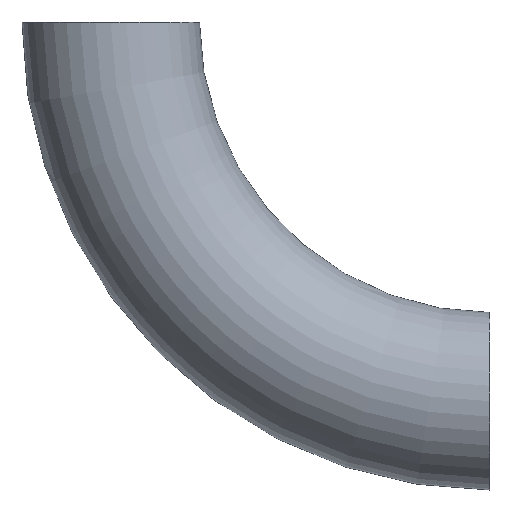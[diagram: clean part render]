
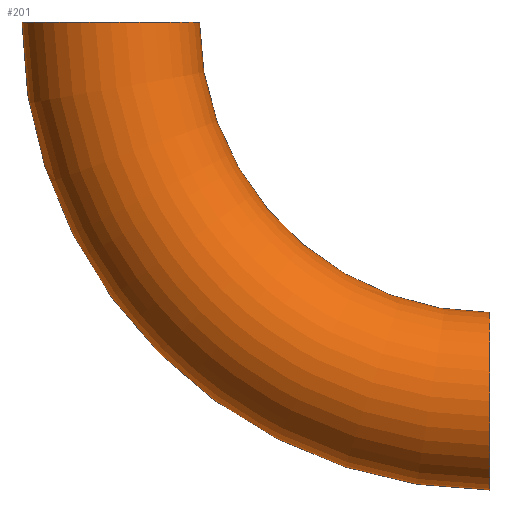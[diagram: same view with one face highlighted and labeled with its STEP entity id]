
A CAD part, front view. The second image highlights one B-rep face of the part: STEP entity #201.
In plain terms, the highlighted toroidal (fillet/blend) face has major radius 72 mm and minor radius 16.85 mm.
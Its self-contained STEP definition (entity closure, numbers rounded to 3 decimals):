
#4 = DIRECTION ( 'NONE',  ( 0., 0., 1. ) ) ;
#9 = CIRCLE ( 'NONE', #52, 88.85 ) ;
#15 = DIRECTION ( 'NONE',  ( 0., 1., 0. ) ) ;
#16 = CARTESIAN_POINT ( 'NONE',  ( -88.85, 0., 0. ) ) ;
#41 = ORIENTED_EDGE ( 'NONE', *, *, #63, .F. ) ;
#43 = TOROIDAL_SURFACE ( 'NONE', #222, 72., 16.85 ) ;
#50 = DIRECTION ( 'NONE',  ( 0., 1., 0. ) ) ;
#52 = AXIS2_PLACEMENT_3D ( 'NONE', #170, #67, #223 ) ;
#56 = EDGE_CURVE ( 'NONE', #184, #88, #173, .T. ) ;
#63 = EDGE_CURVE ( 'NONE', #184, #130, #9, .T. ) ;
#67 = DIRECTION ( 'NONE',  ( 0., 1., 0. ) ) ;
#75 = DIRECTION ( 'NONE',  ( 0., 0., 1. ) ) ;
#77 = AXIS2_PLACEMENT_3D ( 'NONE', #108, #186, #4 ) ;
#78 = DIRECTION ( 'NONE',  ( 1., 0., 0. ) ) ;
#86 = ORIENTED_EDGE ( 'NONE', *, *, #111, .T. ) ;
#88 = VERTEX_POINT ( 'NONE', #207 ) ;
#93 = CARTESIAN_POINT ( 'NONE',  ( -55.15, 0., 0. ) ) ;
#99 = AXIS2_PLACEMENT_3D ( 'NONE', #208, #210, #78 ) ;
#108 = CARTESIAN_POINT ( 'NONE',  ( 0., 0., -72. ) ) ;
#110 = ORIENTED_EDGE ( 'NONE', *, *, #56, .T. ) ;
#111 = EDGE_CURVE ( 'NONE', #88, #236, #169, .T. ) ;
#112 = CARTESIAN_POINT ( 'NONE',  ( 0., 0., 0. ) ) ;
#130 = VERTEX_POINT ( 'NONE', #16 ) ;
#134 = AXIS2_PLACEMENT_3D ( 'NONE', #226, #50, #75 ) ;
#169 = CIRCLE ( 'NONE', #134, 55.15 ) ;
#170 = CARTESIAN_POINT ( 'NONE',  ( 0., 0., 0. ) ) ;
#173 = CIRCLE ( 'NONE', #77, 16.85 ) ;
#174 = EDGE_LOOP ( 'NONE', ( #41, #110, #86, #243 ) ) ;
#178 = EDGE_CURVE ( 'NONE', #130, #236, #206, .T. ) ;
#184 = VERTEX_POINT ( 'NONE', #229 ) ;
#186 = DIRECTION ( 'NONE',  ( -1., 0., 0. ) ) ;
#192 = FACE_OUTER_BOUND ( 'NONE', #174, .T. ) ;
#194 = DIRECTION ( 'NONE',  ( 0., 0., 1. ) ) ;
#201 = ADVANCED_FACE ( 'NONE', ( #192 ), #43, .T. ) ;
#206 = CIRCLE ( 'NONE', #99, 16.85 ) ;
#207 = CARTESIAN_POINT ( 'NONE',  ( 0., 0., -55.15 ) ) ;
#208 = CARTESIAN_POINT ( 'NONE',  ( -72., 0., 0. ) ) ;
#210 = DIRECTION ( 'NONE',  ( 0., 0., 1. ) ) ;
#222 = AXIS2_PLACEMENT_3D ( 'NONE', #112, #15, #194 ) ;
#223 = DIRECTION ( 'NONE',  ( 0., 0., 1. ) ) ;
#226 = CARTESIAN_POINT ( 'NONE',  ( 0., 0., 0. ) ) ;
#229 = CARTESIAN_POINT ( 'NONE',  ( 0., 0., -88.85 ) ) ;
#236 = VERTEX_POINT ( 'NONE', #93 ) ;
#243 = ORIENTED_EDGE ( 'NONE', *, *, #178, .F. ) ;
